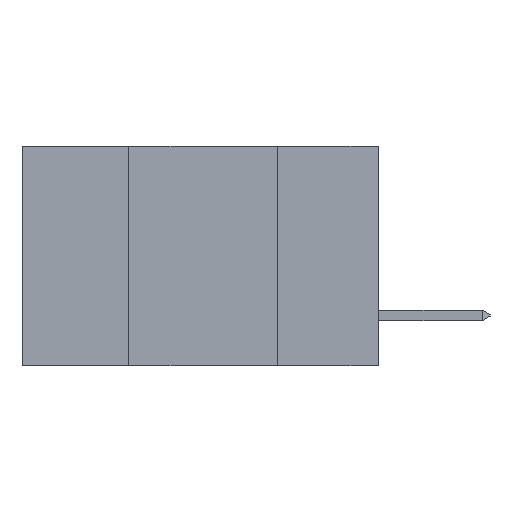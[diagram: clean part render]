
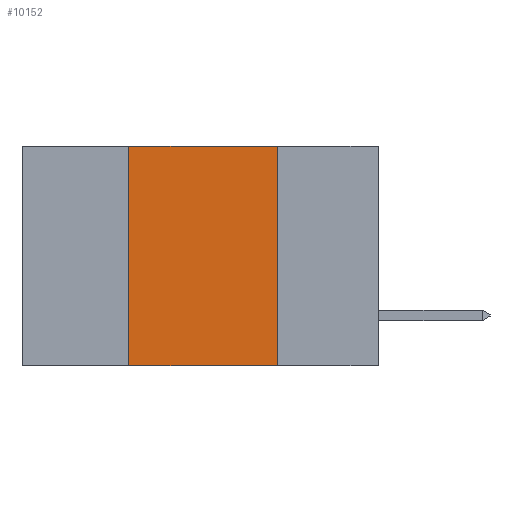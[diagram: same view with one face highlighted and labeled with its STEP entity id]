
A CAD part, left-side view. The second image highlights one B-rep face of the part: STEP entity #10152.
In plain terms, the highlighted planar face has unit normal (-1, 0, 0).
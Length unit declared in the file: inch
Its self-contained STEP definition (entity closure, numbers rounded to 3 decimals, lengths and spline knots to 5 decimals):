
#759 = DIRECTION ( 'NONE',  ( 0., 0., -1. ) ) ;
#815 = LINE ( 'NONE', #9878, #5999 ) ;
#839 = CARTESIAN_POINT ( 'NONE',  ( 0., 0.17, -0.37 ) ) ;
#955 = CARTESIAN_POINT ( 'NONE',  ( 0., 0.6, -0.37 ) ) ;
#1107 = DIRECTION ( 'NONE',  ( 0., 0., 1. ) ) ;
#1209 = LINE ( 'NONE', #839, #11893 ) ;
#1935 = ORIENTED_EDGE ( 'NONE', *, *, #5391, .F. ) ;
#2548 = EDGE_CURVE ( 'NONE', #6044, #7689, #12798, .T. ) ;
#3066 = EDGE_CURVE ( 'NONE', #6044, #3908, #815, .T. ) ;
#3859 = AXIS2_PLACEMENT_3D ( 'NONE', #11101, #6984, #759 ) ;
#3908 = VERTEX_POINT ( 'NONE', #6508 ) ;
#4802 = DIRECTION ( 'NONE',  ( 0., -1., 0. ) ) ;
#4962 = DIRECTION ( 'NONE',  ( 0., -1., 0. ) ) ;
#4983 = CARTESIAN_POINT ( 'NONE',  ( 0., 0.6, 0. ) ) ;
#5391 = EDGE_CURVE ( 'NONE', #3908, #8789, #7601, .T. ) ;
#5827 = ORIENTED_EDGE ( 'NONE', *, *, #2548, .T. ) ;
#5997 = ORIENTED_EDGE ( 'NONE', *, *, #8994, .F. ) ;
#5999 = VECTOR ( 'NONE', #1107, 39.37008 ) ;
#6044 = VERTEX_POINT ( 'NONE', #11607 ) ;
#6186 = FACE_OUTER_BOUND ( 'NONE', #7955, .T. ) ;
#6508 = CARTESIAN_POINT ( 'NONE',  ( 0., 0.42, 0. ) ) ;
#6984 = DIRECTION ( 'NONE',  ( 1., 0., 0. ) ) ;
#7601 = LINE ( 'NONE', #4983, #10041 ) ;
#7663 = VECTOR ( 'NONE', #4802, 39.37008 ) ;
#7689 = VERTEX_POINT ( 'NONE', #11116 ) ;
#7955 = EDGE_LOOP ( 'NONE', ( #5997, #1935, #9607, #5827 ) ) ;
#8789 = VERTEX_POINT ( 'NONE', #9891 ) ;
#8994 = EDGE_CURVE ( 'NONE', #8789, #7689, #1209, .T. ) ;
#9607 = ORIENTED_EDGE ( 'NONE', *, *, #3066, .F. ) ;
#9878 = CARTESIAN_POINT ( 'NONE',  ( 0., 0.42, -0.37 ) ) ;
#9891 = CARTESIAN_POINT ( 'NONE',  ( 0., 0.17, 0. ) ) ;
#10041 = VECTOR ( 'NONE', #4962, 39.37008 ) ;
#10152 = ADVANCED_FACE ( 'NONE', ( #6186 ), #13142, .F. ) ;
#10197 = DIRECTION ( 'NONE',  ( 0., 0., -1. ) ) ;
#11101 = CARTESIAN_POINT ( 'NONE',  ( 0., 0.6, 0. ) ) ;
#11116 = CARTESIAN_POINT ( 'NONE',  ( 0., 0.17, -0.37 ) ) ;
#11607 = CARTESIAN_POINT ( 'NONE',  ( 0., 0.42, -0.37 ) ) ;
#11893 = VECTOR ( 'NONE', #10197, 39.37008 ) ;
#12798 = LINE ( 'NONE', #955, #7663 ) ;
#13142 = PLANE ( 'NONE',  #3859 ) ;
